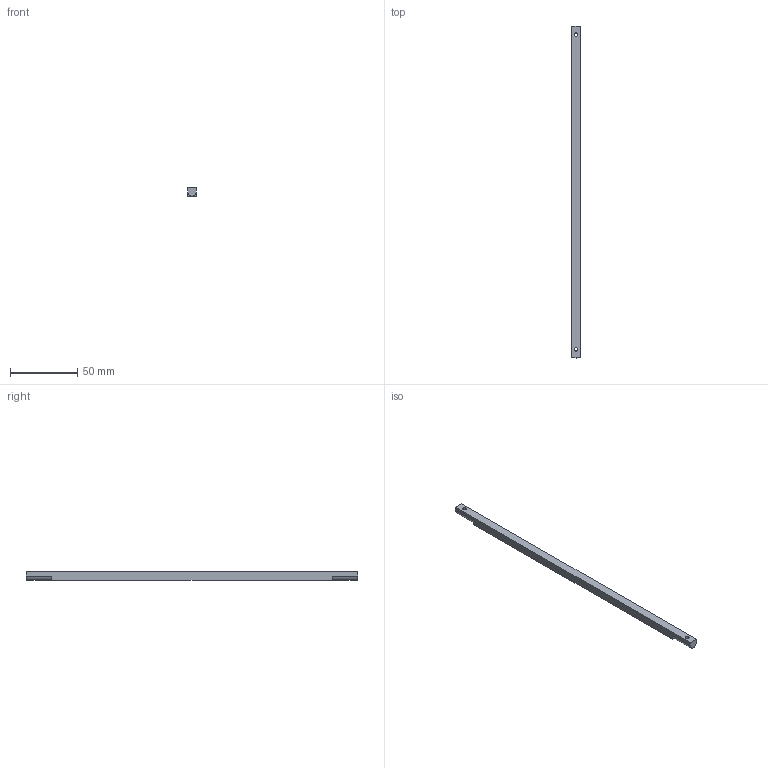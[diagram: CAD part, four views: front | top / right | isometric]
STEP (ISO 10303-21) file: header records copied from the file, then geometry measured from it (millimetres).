
FILE_DESCRIPTION (( 'STEP AP214' ), '1' );
FILE_NAME ('beam2t2.STEP', '2022-10-11T06:01:59', ( '' ), ( '' ), 'SwSTEP 2.0', 'SolidWorks 2022', '' );
FILE_SCHEMA (( 'AUTOMOTIVE_DESIGN' ));
Length unit declared in the file: inch
Products named in the file (1): beam2t2
Bounding box: 6.35 x 247.65 x 6.35 mm (x, y, z)
Volume: 9755.4 mm3; surface area: 6346.7 mm2
Topology: 1 solids, 1 shells, 18 faces, 50 edges, 32 vertices
Faces by surface type: plane 10, cylinder 8
Entity records: 746 total; most frequent: CARTESIAN_POINT 189, ORIENTED_EDGE 100, DIRECTION 92, EDGE_CURVE 50, VERTEX_POINT 32, AXIS2_PLACEMENT_3D 31, LINE 30, VECTOR 30
